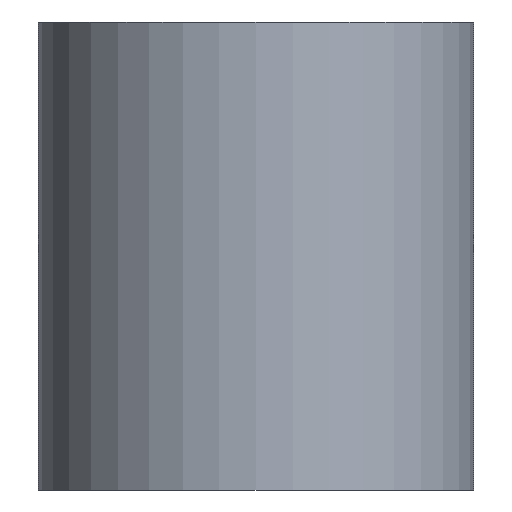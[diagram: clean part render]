
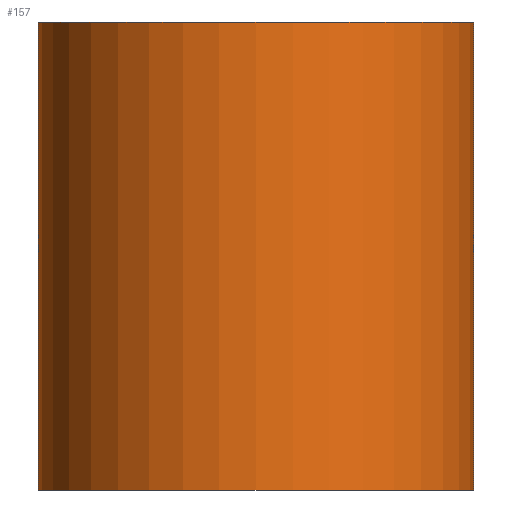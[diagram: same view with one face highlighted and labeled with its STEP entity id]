
A CAD part, front view. The second image highlights one B-rep face of the part: STEP entity #157.
In plain terms, the highlighted cylindrical face has radius 23.25 mm (diameter 46.5 mm), a partial arc.
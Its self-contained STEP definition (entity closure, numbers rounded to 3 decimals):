
#74=CIRCLE('',#179,23.25);
#75=CIRCLE('',#180,23.25);
#77=CYLINDRICAL_SURFACE('',#178,23.25);
#90=ORIENTED_EDGE('',*,*,#112,.F.);
#91=ORIENTED_EDGE('',*,*,#111,.F.);
#92=ORIENTED_EDGE('',*,*,#113,.T.);
#93=ORIENTED_EDGE('',*,*,#103,.T.);
#103=EDGE_CURVE('',#116,#114,#123,.T.);
#111=EDGE_CURVE('',#121,#120,#129,.T.);
#112=EDGE_CURVE('',#120,#114,#74,.T.);
#113=EDGE_CURVE('',#121,#116,#75,.T.);
#114=VERTEX_POINT('',#264);
#116=VERTEX_POINT('',#267);
#120=VERTEX_POINT('',#279);
#121=VERTEX_POINT('',#281);
#123=LINE('',#266,#131);
#129=LINE('',#282,#137);
#131=VECTOR('',#204,1000.);
#137=VECTOR('',#218,1000.);
#141=EDGE_LOOP('',(#90,#91,#92,#93));
#147=FACE_BOUND('',#141,.T.);
#157=ADVANCED_FACE('',(#147),#77,.T.);
#178=AXIS2_PLACEMENT_3D('',#283,#219,#220);
#179=AXIS2_PLACEMENT_3D('',#284,#221,#222);
#180=AXIS2_PLACEMENT_3D('',#285,#223,#224);
#204=DIRECTION('',(0.,0.,-1.));
#218=DIRECTION('',(0.,0.,-1.));
#219=DIRECTION('',(0.,0.,-1.));
#220=DIRECTION('',(-1.,0.,0.));
#221=DIRECTION('',(0.,0.,-1.));
#222=DIRECTION('',(1.,0.,0.));
#223=DIRECTION('',(0.,0.,-1.));
#224=DIRECTION('',(1.,0.,0.));
#264=CARTESIAN_POINT('',(-5.,22.706,0.));
#266=CARTESIAN_POINT('',(-5.,22.706,50.));
#267=CARTESIAN_POINT('',(-5.,22.706,50.));
#279=CARTESIAN_POINT('',(5.,22.706,0.));
#281=CARTESIAN_POINT('',(5.,22.706,50.));
#282=CARTESIAN_POINT('',(5.,22.706,50.));
#283=CARTESIAN_POINT('',(0.,0.,50.));
#284=CARTESIAN_POINT('',(0.,0.,0.));
#285=CARTESIAN_POINT('',(0.,0.,50.));
